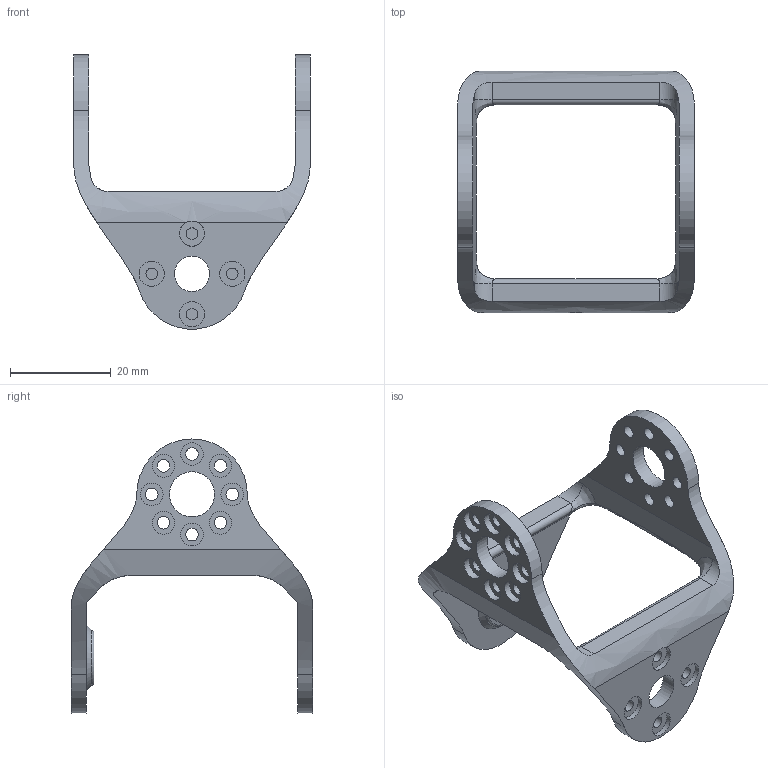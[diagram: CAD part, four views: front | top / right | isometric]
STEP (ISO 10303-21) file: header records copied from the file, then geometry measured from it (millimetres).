
FILE_DESCRIPTION(/* description */ (''),/* implementation_level */ '2;1');
FILE_NAME(/* name */ '5f9fb940c60a440f591b8878',/* time_stamp */ '2020-11-02T07:46:08+00:00',/* author */ (''),/* organization */ (''),/* preprocessor_version */ 'ST-DEVELOPER v16.7',/* originating_system */ $,/* authorisation */ $);
FILE_SCHEMA (('AUTOMOTIVE_DESIGN {1 0 10303 214 3 1 1}'));
Length unit declared in the file: metre
Products named in the file (1): wrist-hand
Bounding box: 47 x 48 x 54.46 mm (x, y, z)
Volume: 8277.6 mm3; surface area: 7795.6 mm2
Topology: 1 solids, 1 shells, 125 faces, 302 edges, 190 vertices
Faces by surface type: cylinder 61, plane 38, bspline 24, cone 1, torus 1
Full cylindrical faces by diameter (mm): 2.3 x4, 2.5 x16, 4.5 x16, 5 x4, 7 x2, 8.2 x1, 9 x2
Entity records: 3925 total; most frequent: CARTESIAN_POINT 1239, DIRECTION 513, ORIENTED_EDGE 482, EDGE_CURVE 241, EDGE_LOOP 241, FACE_BOUND 241, AXIS2_PLACEMENT_3D 234, VERTEX_POINT 184
